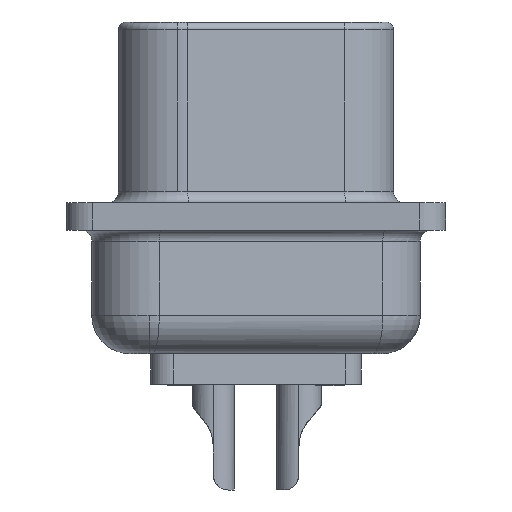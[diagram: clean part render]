
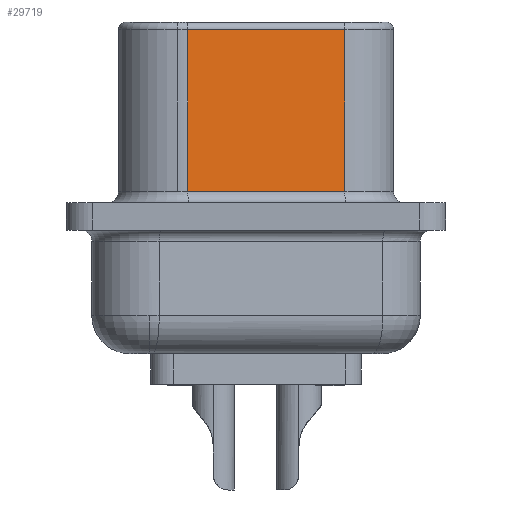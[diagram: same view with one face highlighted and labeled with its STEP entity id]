
A CAD part, left-side view. The second image highlights one B-rep face of the part: STEP entity #29719.
In plain terms, the highlighted planar face has unit normal (-0.985, -0.174, 0).
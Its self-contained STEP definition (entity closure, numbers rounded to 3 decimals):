
#1348 = VERTEX_POINT ( 'NONE', #25839 ) ;
#1651 = VECTOR ( 'NONE', #11073, 1000. ) ;
#3914 = EDGE_CURVE ( 'NONE', #5581, #1348, #30282, .T. ) ;
#5581 = VERTEX_POINT ( 'NONE', #31407 ) ;
#6602 = CARTESIAN_POINT ( 'NONE',  ( 6.643, 8.564, 5.746 ) ) ;
#7191 = VERTEX_POINT ( 'NONE', #29755 ) ;
#8328 = CARTESIAN_POINT ( 'NONE',  ( 6.643, 8.564, 6. ) ) ;
#8880 = LINE ( 'NONE', #8328, #1651 ) ;
#9318 = VECTOR ( 'NONE', #31527, 1000. ) ;
#10265 = EDGE_LOOP ( 'NONE', ( #12168, #12845, #26240, #19512 ) ) ;
#11073 = DIRECTION ( 'NONE',  ( 0., 0., -1. ) ) ;
#11212 = DIRECTION ( 'NONE',  ( 0.985, 0.174, 0. ) ) ;
#11368 = FACE_OUTER_BOUND ( 'NONE', #10265, .T. ) ;
#11809 = PLANE ( 'NONE',  #32841 ) ;
#12168 = ORIENTED_EDGE ( 'NONE', *, *, #17286, .T. ) ;
#12845 = ORIENTED_EDGE ( 'NONE', *, *, #19545, .T. ) ;
#13068 = CARTESIAN_POINT ( 'NONE',  ( 7.561, 3.357, 6. ) ) ;
#14518 = DIRECTION ( 'NONE',  ( -0.174, 0.985, 0. ) ) ;
#15925 = CARTESIAN_POINT ( 'NONE',  ( 7.561, 3.357, 0.381 ) ) ;
#17286 = EDGE_CURVE ( 'NONE', #23955, #7191, #8880, .T. ) ;
#17910 = CARTESIAN_POINT ( 'NONE',  ( 7.561, 3.357, 5.746 ) ) ;
#19512 = ORIENTED_EDGE ( 'NONE', *, *, #28861, .T. ) ;
#19545 = EDGE_CURVE ( 'NONE', #7191, #1348, #25143, .T. ) ;
#21236 = DIRECTION ( 'NONE',  ( 0., 0., -1. ) ) ;
#22251 = VECTOR ( 'NONE', #21236, 1000. ) ;
#23765 = LINE ( 'NONE', #17910, #9318 ) ;
#23955 = VERTEX_POINT ( 'NONE', #6602 ) ;
#25143 = LINE ( 'NONE', #15925, #31513 ) ;
#25283 = CARTESIAN_POINT ( 'NONE',  ( 7.561, 3.357, 6. ) ) ;
#25839 = CARTESIAN_POINT ( 'NONE',  ( 7.561, 3.357, 0.381 ) ) ;
#26240 = ORIENTED_EDGE ( 'NONE', *, *, #3914, .F. ) ;
#28861 = EDGE_CURVE ( 'NONE', #5581, #23955, #23765, .T. ) ;
#29719 = ADVANCED_FACE ( 'NONE', ( #11368 ), #11809, .F. ) ;
#29755 = CARTESIAN_POINT ( 'NONE',  ( 6.643, 8.564, 0.381 ) ) ;
#30282 = LINE ( 'NONE', #13068, #22251 ) ;
#31407 = CARTESIAN_POINT ( 'NONE',  ( 7.561, 3.357, 5.746 ) ) ;
#31513 = VECTOR ( 'NONE', #34835, 1000. ) ;
#31527 = DIRECTION ( 'NONE',  ( -0.174, 0.985, 0. ) ) ;
#32841 = AXIS2_PLACEMENT_3D ( 'NONE', #25283, #11212, #14518 ) ;
#34835 = DIRECTION ( 'NONE',  ( 0.174, -0.985, 0. ) ) ;
